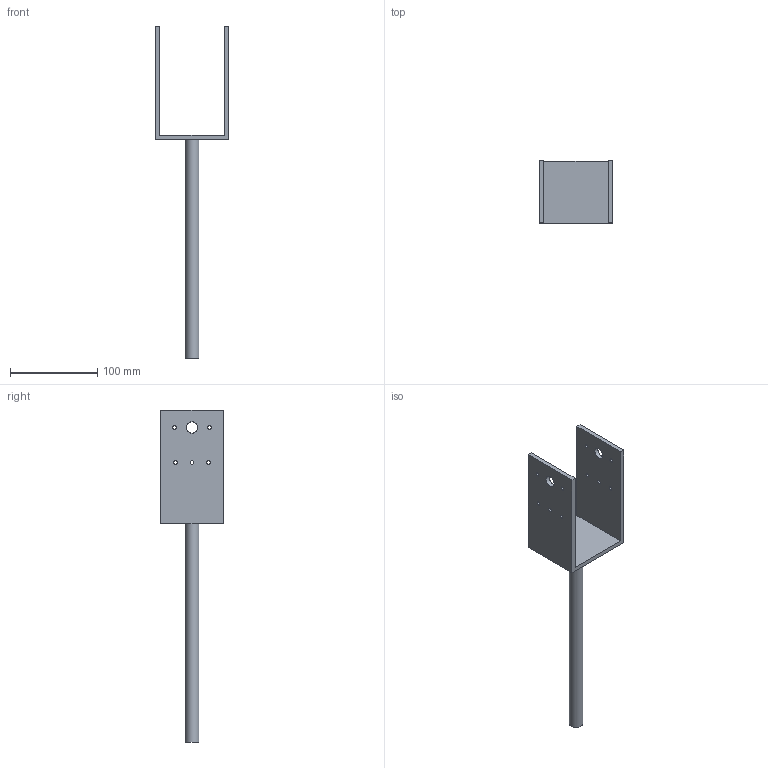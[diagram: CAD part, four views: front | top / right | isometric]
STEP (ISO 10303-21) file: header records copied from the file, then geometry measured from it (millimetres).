
FILE_DESCRIPTION(('FreeCAD Model'),'2;1');
FILE_NAME('Footer_Type_U_L70.step','2015-07-18T10:35:51',('Author'),(''), 'Open CASCADE STEP processor 6.8','FreeCAD','Unknown');
FILE_SCHEMA(('AUTOMOTIVE_DESIGN_CC2 { 1 2 10303 214 -1 1 5 4 }'));
Length unit declared in the file: millimetre
Products named in the file (1): Pocket001
Bounding box: 84 x 71 x 380 mm (x, y, z)
Volume: 166774.3 mm3; surface area: 64294.3 mm2
Topology: 1 solids, 1 shells, 24 faces, 63 edges, 42 vertices
Faces by surface type: cylinder 13, plane 11
Full cylindrical faces by diameter (mm): 4.2 x10, 13.2 x2, 16 x1
Entity records: 1683 total; most frequent: CARTESIAN_POINT 340, DIRECTION 251, LINE 137, VECTOR 137, ORIENTED_EDGE 126, PCURVE 126, DEFINITIONAL_REPRESENTATION 126, EDGE_CURVE 63
